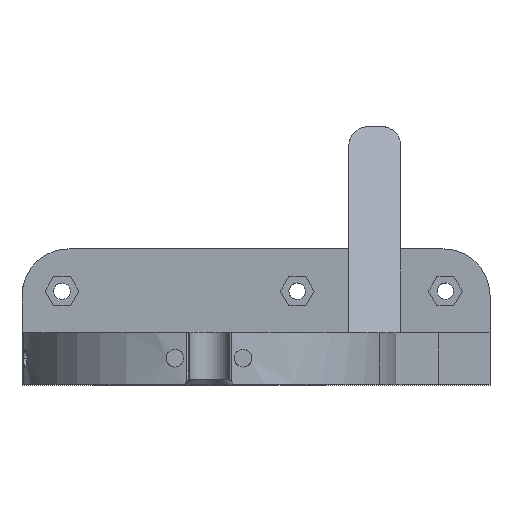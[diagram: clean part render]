
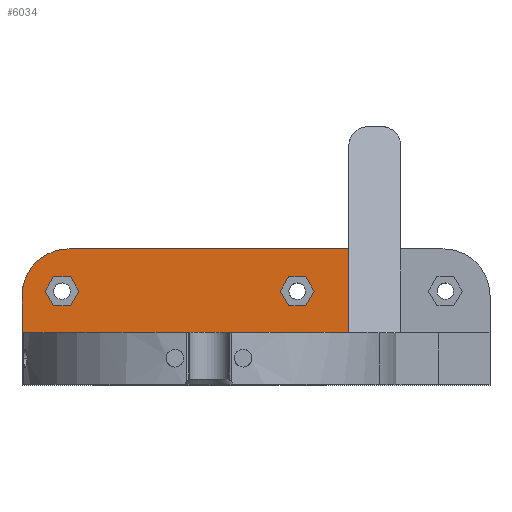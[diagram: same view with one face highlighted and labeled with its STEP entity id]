
A CAD part, top view. The second image highlights one B-rep face of the part: STEP entity #6034.
In plain terms, the highlighted planar face has unit normal (0, 0, 1).
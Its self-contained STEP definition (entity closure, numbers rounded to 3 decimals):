
#620=AXIS2_PLACEMENT_3D('Circle Axis2P3D',#618,#619,$) ;
#658=AXIS2_PLACEMENT_3D('Circle Axis2P3D',#656,#657,$) ;
#5973=AXIS2_PLACEMENT_3D('Plane Axis2P3D',#5970,#5971,#5972) ;
#615=CARTESIAN_POINT('Vertex',(-46.821,29.571,10.)) ;
#618=CARTESIAN_POINT('Axis2P3D Location',(-39.75,22.5,10.)) ;
#622=CARTESIAN_POINT('Vertex',(-39.75,32.5,10.)) ;
#653=CARTESIAN_POINT('Vertex',(-49.75,22.5,10.)) ;
#656=CARTESIAN_POINT('Axis2P3D Location',(-39.75,22.5,10.)) ;
#818=CARTESIAN_POINT('Vertex',(1.75,3.5,10.)) ;
#821=CARTESIAN_POINT('Line Origine',(-10.,3.5,10.)) ;
#825=CARTESIAN_POINT('Vertex',(-21.75,3.5,10.)) ;
#2964=CARTESIAN_POINT('Line Origine',(11.45,21.941,10.)) ;
#2968=CARTESIAN_POINT('Vertex',(12.35,23.5,10.)) ;
#2970=CARTESIAN_POINT('Vertex',(10.55,20.383,10.)) ;
#3002=CARTESIAN_POINT('Line Origine',(11.45,25.059,10.)) ;
#3006=CARTESIAN_POINT('Vertex',(10.55,26.617,10.)) ;
#3033=CARTESIAN_POINT('Line Origine',(8.75,26.618,10.)) ;
#3037=CARTESIAN_POINT('Vertex',(6.95,26.617,10.)) ;
#3064=CARTESIAN_POINT('Line Origine',(6.05,25.059,10.)) ;
#3068=CARTESIAN_POINT('Vertex',(5.15,23.5,10.)) ;
#3095=CARTESIAN_POINT('Line Origine',(6.05,21.941,10.)) ;
#3099=CARTESIAN_POINT('Vertex',(6.95,20.383,10.)) ;
#3126=CARTESIAN_POINT('Line Origine',(8.75,20.383,10.)) ;
#3150=CARTESIAN_POINT('Line Origine',(-38.55,21.941,10.)) ;
#3154=CARTESIAN_POINT('Vertex',(-37.65,23.5,10.)) ;
#3156=CARTESIAN_POINT('Vertex',(-39.45,20.383,10.)) ;
#3188=CARTESIAN_POINT('Line Origine',(-38.55,25.059,10.)) ;
#3192=CARTESIAN_POINT('Vertex',(-39.45,26.617,10.)) ;
#3219=CARTESIAN_POINT('Line Origine',(-41.25,26.618,10.)) ;
#3223=CARTESIAN_POINT('Vertex',(-43.05,26.617,10.)) ;
#3250=CARTESIAN_POINT('Line Origine',(-43.95,25.059,10.)) ;
#3254=CARTESIAN_POINT('Vertex',(-44.85,23.5,10.)) ;
#3281=CARTESIAN_POINT('Line Origine',(-43.95,21.941,10.)) ;
#3285=CARTESIAN_POINT('Vertex',(-43.05,20.383,10.)) ;
#3312=CARTESIAN_POINT('Line Origine',(-41.25,20.383,10.)) ;
#5824=CARTESIAN_POINT('Vertex',(-21.75,14.5,10.)) ;
#5827=CARTESIAN_POINT('Line Origine',(-21.75,9.61,10.)) ;
#5855=CARTESIAN_POINT('Vertex',(1.75,14.5,10.)) ;
#5860=CARTESIAN_POINT('Line Origine',(1.75,9.61,10.)) ;
#5970=CARTESIAN_POINT('Axis2P3D Location',(0.,0.,10.)) ;
#5975=CARTESIAN_POINT('Line Origine',(10.75,14.5,10.)) ;
#5979=CARTESIAN_POINT('Vertex',(19.75,14.5,10.)) ;
#5982=CARTESIAN_POINT('Line Origine',(19.75,23.5,10.)) ;
#5986=CARTESIAN_POINT('Vertex',(19.75,32.5,10.)) ;
#5989=CARTESIAN_POINT('Line Origine',(-10.,32.5,10.)) ;
#5994=CARTESIAN_POINT('Line Origine',(-49.75,18.5,10.)) ;
#5998=CARTESIAN_POINT('Vertex',(-49.75,14.5,10.)) ;
#6001=CARTESIAN_POINT('Line Origine',(-35.75,14.5,10.)) ;
#619=DIRECTION('Axis2P3D Direction',(0.,0.,-1.)) ;
#657=DIRECTION('Axis2P3D Direction',(0.,0.,-1.)) ;
#822=DIRECTION('Vector Direction',(1.,0.,0.)) ;
#2965=DIRECTION('Vector Direction',(-0.5,-0.866,0.)) ;
#3003=DIRECTION('Vector Direction',(0.5,-0.866,0.)) ;
#3034=DIRECTION('Vector Direction',(1.,0.,0.)) ;
#3065=DIRECTION('Vector Direction',(0.5,0.866,0.)) ;
#3096=DIRECTION('Vector Direction',(-0.5,0.866,0.)) ;
#3127=DIRECTION('Vector Direction',(-1.,0.,0.)) ;
#3151=DIRECTION('Vector Direction',(-0.5,-0.866,0.)) ;
#3189=DIRECTION('Vector Direction',(0.5,-0.866,0.)) ;
#3220=DIRECTION('Vector Direction',(1.,0.,0.)) ;
#3251=DIRECTION('Vector Direction',(0.5,0.866,0.)) ;
#3282=DIRECTION('Vector Direction',(-0.5,0.866,0.)) ;
#3313=DIRECTION('Vector Direction',(-1.,0.,0.)) ;
#5828=DIRECTION('Vector Direction',(0.,-1.,0.)) ;
#5861=DIRECTION('Vector Direction',(0.,-1.,0.)) ;
#5971=DIRECTION('Axis2P3D Direction',(0.,0.,1.)) ;
#5972=DIRECTION('Axis2P3D XDirection',(1.,0.,0.)) ;
#5976=DIRECTION('Vector Direction',(-1.,0.,0.)) ;
#5983=DIRECTION('Vector Direction',(0.,-1.,0.)) ;
#5990=DIRECTION('Vector Direction',(1.,0.,0.)) ;
#5995=DIRECTION('Vector Direction',(0.,1.,0.)) ;
#6002=DIRECTION('Vector Direction',(-1.,0.,0.)) ;
#823=VECTOR('Line Direction',#822,1.) ;
#2966=VECTOR('Line Direction',#2965,1.) ;
#3004=VECTOR('Line Direction',#3003,1.) ;
#3035=VECTOR('Line Direction',#3034,1.) ;
#3066=VECTOR('Line Direction',#3065,1.) ;
#3097=VECTOR('Line Direction',#3096,1.) ;
#3128=VECTOR('Line Direction',#3127,1.) ;
#3152=VECTOR('Line Direction',#3151,1.) ;
#3190=VECTOR('Line Direction',#3189,1.) ;
#3221=VECTOR('Line Direction',#3220,1.) ;
#3252=VECTOR('Line Direction',#3251,1.) ;
#3283=VECTOR('Line Direction',#3282,1.) ;
#3314=VECTOR('Line Direction',#3313,1.) ;
#5829=VECTOR('Line Direction',#5828,1.) ;
#5862=VECTOR('Line Direction',#5861,1.) ;
#5977=VECTOR('Line Direction',#5976,1.) ;
#5984=VECTOR('Line Direction',#5983,1.) ;
#5991=VECTOR('Line Direction',#5990,1.) ;
#5996=VECTOR('Line Direction',#5995,1.) ;
#6003=VECTOR('Line Direction',#6002,1.) ;
#6007=ORIENTED_EDGE('',*,*,#5981,.F.) ;
#6008=ORIENTED_EDGE('',*,*,#5988,.F.) ;
#6009=ORIENTED_EDGE('',*,*,#5993,.F.) ;
#6010=ORIENTED_EDGE('',*,*,#624,.T.) ;
#6011=ORIENTED_EDGE('',*,*,#660,.T.) ;
#6012=ORIENTED_EDGE('',*,*,#6000,.F.) ;
#6013=ORIENTED_EDGE('',*,*,#6005,.F.) ;
#6014=ORIENTED_EDGE('',*,*,#5831,.T.) ;
#6015=ORIENTED_EDGE('',*,*,#827,.T.) ;
#6016=ORIENTED_EDGE('',*,*,#5864,.T.) ;
#6019=ORIENTED_EDGE('',*,*,#3158,.T.) ;
#6020=ORIENTED_EDGE('',*,*,#3316,.T.) ;
#6021=ORIENTED_EDGE('',*,*,#3287,.T.) ;
#6022=ORIENTED_EDGE('',*,*,#3256,.T.) ;
#6023=ORIENTED_EDGE('',*,*,#3225,.T.) ;
#6024=ORIENTED_EDGE('',*,*,#3194,.T.) ;
#6027=ORIENTED_EDGE('',*,*,#3070,.T.) ;
#6028=ORIENTED_EDGE('',*,*,#3039,.T.) ;
#6029=ORIENTED_EDGE('',*,*,#3008,.T.) ;
#6030=ORIENTED_EDGE('',*,*,#2972,.T.) ;
#6031=ORIENTED_EDGE('',*,*,#3130,.T.) ;
#6032=ORIENTED_EDGE('',*,*,#3101,.T.) ;
#6025=FACE_BOUND('',#6018,.T.) ;
#6033=FACE_BOUND('',#6026,.T.) ;
#6034=ADVANCED_FACE('S\X2\00F3\X0\lido1',(#6017,#6025,#6033),#5974,.T.) ;
#621=CIRCLE('generated circle',#620,10.) ;
#659=CIRCLE('generated circle',#658,10.) ;
#624=EDGE_CURVE('',#623,#616,#621,.F.) ;
#660=EDGE_CURVE('',#616,#654,#659,.F.) ;
#827=EDGE_CURVE('',#826,#819,#824,.T.) ;
#2972=EDGE_CURVE('',#2969,#2971,#2967,.T.) ;
#3008=EDGE_CURVE('',#3007,#2969,#3005,.T.) ;
#3039=EDGE_CURVE('',#3038,#3007,#3036,.T.) ;
#3070=EDGE_CURVE('',#3069,#3038,#3067,.T.) ;
#3101=EDGE_CURVE('',#3100,#3069,#3098,.T.) ;
#3130=EDGE_CURVE('',#2971,#3100,#3129,.T.) ;
#3158=EDGE_CURVE('',#3155,#3157,#3153,.T.) ;
#3194=EDGE_CURVE('',#3193,#3155,#3191,.T.) ;
#3225=EDGE_CURVE('',#3224,#3193,#3222,.T.) ;
#3256=EDGE_CURVE('',#3255,#3224,#3253,.T.) ;
#3287=EDGE_CURVE('',#3286,#3255,#3284,.T.) ;
#3316=EDGE_CURVE('',#3157,#3286,#3315,.T.) ;
#5831=EDGE_CURVE('',#5825,#826,#5830,.T.) ;
#5864=EDGE_CURVE('',#819,#5856,#5863,.F.) ;
#5981=EDGE_CURVE('',#5980,#5856,#5978,.T.) ;
#5988=EDGE_CURVE('',#5987,#5980,#5985,.T.) ;
#5993=EDGE_CURVE('',#623,#5987,#5992,.T.) ;
#6000=EDGE_CURVE('',#5999,#654,#5997,.T.) ;
#6005=EDGE_CURVE('',#5825,#5999,#6004,.T.) ;
#6006=EDGE_LOOP('',(#6007,#6008,#6009,#6010,#6011,#6012,#6013,#6014,#6015,#6016)) ;
#6018=EDGE_LOOP('',(#6019,#6020,#6021,#6022,#6023,#6024)) ;
#6026=EDGE_LOOP('',(#6027,#6028,#6029,#6030,#6031,#6032)) ;
#6017=FACE_OUTER_BOUND('',#6006,.T.) ;
#824=LINE('Line',#821,#823) ;
#2967=LINE('Line',#2964,#2966) ;
#3005=LINE('Line',#3002,#3004) ;
#3036=LINE('Line',#3033,#3035) ;
#3067=LINE('Line',#3064,#3066) ;
#3098=LINE('Line',#3095,#3097) ;
#3129=LINE('Line',#3126,#3128) ;
#3153=LINE('Line',#3150,#3152) ;
#3191=LINE('Line',#3188,#3190) ;
#3222=LINE('Line',#3219,#3221) ;
#3253=LINE('Line',#3250,#3252) ;
#3284=LINE('Line',#3281,#3283) ;
#3315=LINE('Line',#3312,#3314) ;
#5830=LINE('Line',#5827,#5829) ;
#5863=LINE('Line',#5860,#5862) ;
#5978=LINE('Line',#5975,#5977) ;
#5985=LINE('Line',#5982,#5984) ;
#5992=LINE('Line',#5989,#5991) ;
#5997=LINE('Line',#5994,#5996) ;
#6004=LINE('Line',#6001,#6003) ;
#5974=PLANE('',#5973) ;
#616=VERTEX_POINT('',#615) ;
#623=VERTEX_POINT('',#622) ;
#654=VERTEX_POINT('',#653) ;
#819=VERTEX_POINT('',#818) ;
#826=VERTEX_POINT('',#825) ;
#2969=VERTEX_POINT('',#2968) ;
#2971=VERTEX_POINT('',#2970) ;
#3007=VERTEX_POINT('',#3006) ;
#3038=VERTEX_POINT('',#3037) ;
#3069=VERTEX_POINT('',#3068) ;
#3100=VERTEX_POINT('',#3099) ;
#3155=VERTEX_POINT('',#3154) ;
#3157=VERTEX_POINT('',#3156) ;
#3193=VERTEX_POINT('',#3192) ;
#3224=VERTEX_POINT('',#3223) ;
#3255=VERTEX_POINT('',#3254) ;
#3286=VERTEX_POINT('',#3285) ;
#5825=VERTEX_POINT('',#5824) ;
#5856=VERTEX_POINT('',#5855) ;
#5980=VERTEX_POINT('',#5979) ;
#5987=VERTEX_POINT('',#5986) ;
#5999=VERTEX_POINT('',#5998) ;
